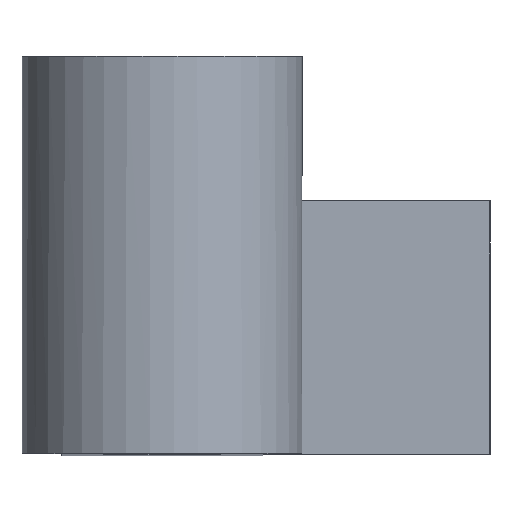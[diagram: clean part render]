
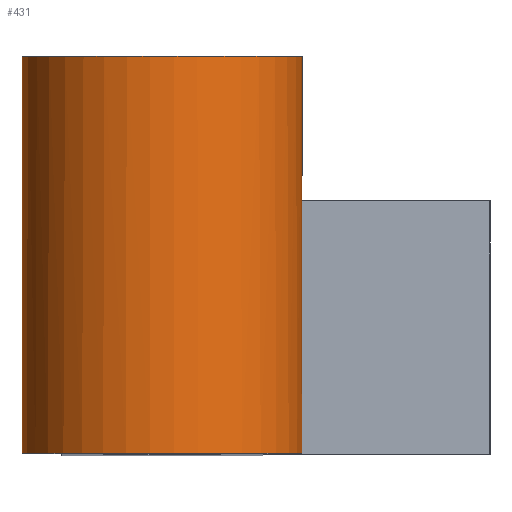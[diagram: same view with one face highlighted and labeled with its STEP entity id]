
A CAD part, top view. The second image highlights one B-rep face of the part: STEP entity #431.
In plain terms, the highlighted cylindrical face has radius 2.65 mm (diameter 5.3 mm), a partial arc.
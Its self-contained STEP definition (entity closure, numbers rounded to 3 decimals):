
#16=CYLINDRICAL_SURFACE('',#473,2.65);
#23=FACE_OUTER_BOUND('',#45,.T.);
#45=EDGE_LOOP('',(#305,#306,#307,#308,#309,#310,#311,#312));
#75=LINE('',#645,#129);
#76=LINE('',#648,#130);
#77=LINE('',#649,#131);
#78=LINE('',#650,#132);
#129=VECTOR('',#526,1000.);
#130=VECTOR('',#529,1000.);
#131=VECTOR('',#530,10.);
#132=VECTOR('',#531,10.);
#173=CIRCLE('',#464,2.65);
#176=CIRCLE('',#468,2.65);
#177=CIRCLE('',#469,2.65);
#180=CIRCLE('',#474,2.65);
#181=VERTEX_POINT('',#608);
#182=VERTEX_POINT('',#609);
#185=VERTEX_POINT('',#617);
#186=VERTEX_POINT('',#618);
#191=VERTEX_POINT('',#628);
#192=VERTEX_POINT('',#630);
#197=VERTEX_POINT('',#644);
#198=VERTEX_POINT('',#646);
#223=EDGE_CURVE('',#181,#182,#173,.T.);
#227=EDGE_CURVE('',#185,#186,#176,.T.);
#233=EDGE_CURVE('',#191,#192,#177,.T.);
#240=EDGE_CURVE('',#185,#197,#75,.T.);
#241=EDGE_CURVE('',#197,#198,#180,.T.);
#242=EDGE_CURVE('',#192,#198,#76,.T.);
#243=EDGE_CURVE('',#191,#182,#77,.T.);
#244=EDGE_CURVE('',#186,#181,#78,.T.);
#305=ORIENTED_EDGE('',*,*,#240,.T.);
#306=ORIENTED_EDGE('',*,*,#241,.T.);
#307=ORIENTED_EDGE('',*,*,#242,.F.);
#308=ORIENTED_EDGE('',*,*,#233,.F.);
#309=ORIENTED_EDGE('',*,*,#243,.T.);
#310=ORIENTED_EDGE('',*,*,#223,.F.);
#311=ORIENTED_EDGE('',*,*,#244,.F.);
#312=ORIENTED_EDGE('',*,*,#227,.F.);
#431=ADVANCED_FACE('',(#23),#16,.T.);
#464=AXIS2_PLACEMENT_3D('',#610,#496,#497);
#468=AXIS2_PLACEMENT_3D('',#619,#505,#506);
#469=AXIS2_PLACEMENT_3D('',#631,#512,#513);
#473=AXIS2_PLACEMENT_3D('',#643,#524,#525);
#474=AXIS2_PLACEMENT_3D('',#647,#527,#528);
#496=DIRECTION('center_axis',(0.,1.,0.));
#497=DIRECTION('ref_axis',(-0.332,0.,-0.943));
#505=DIRECTION('center_axis',(0.,-1.,0.));
#506=DIRECTION('ref_axis',(-0.332,0.,-0.943));
#512=DIRECTION('center_axis',(0.,-1.,0.));
#513=DIRECTION('ref_axis',(-0.332,0.,-0.943));
#524=DIRECTION('center_axis',(0.,1.,0.));
#525=DIRECTION('ref_axis',(0.,0.,1.));
#526=DIRECTION('',(0.,-1.,0.));
#527=DIRECTION('center_axis',(0.,1.,0.));
#528=DIRECTION('ref_axis',(0.,0.,1.));
#529=DIRECTION('',(0.,-1.,0.));
#530=DIRECTION('',(0.,1.,0.));
#531=DIRECTION('',(0.,1.,0.));
#608=CARTESIAN_POINT('',(-0.879,6.7,-2.5));
#609=CARTESIAN_POINT('',(0.879,6.7,-2.5));
#610=CARTESIAN_POINT('Origin',(0.,6.7,0.));
#617=CARTESIAN_POINT('',(-1.9,6.,-1.847));
#618=CARTESIAN_POINT('',(-0.879,6.,-2.5));
#619=CARTESIAN_POINT('Origin',(0.,6.,0.));
#628=CARTESIAN_POINT('',(0.879,6.,-2.5));
#630=CARTESIAN_POINT('',(1.9,6.,-1.847));
#631=CARTESIAN_POINT('Origin',(0.,6.,0.));
#643=CARTESIAN_POINT('Origin',(0.,6.,0.));
#644=CARTESIAN_POINT('',(-1.9,-0.8,-1.847));
#645=CARTESIAN_POINT('',(-1.9,6.,-1.847));
#646=CARTESIAN_POINT('',(1.9,-0.8,-1.847));
#647=CARTESIAN_POINT('Origin',(0.,-0.8,0.));
#648=CARTESIAN_POINT('',(1.9,6.,-1.847));
#649=CARTESIAN_POINT('',(0.879,6.,-2.5));
#650=CARTESIAN_POINT('',(-0.879,6.,-2.5));
